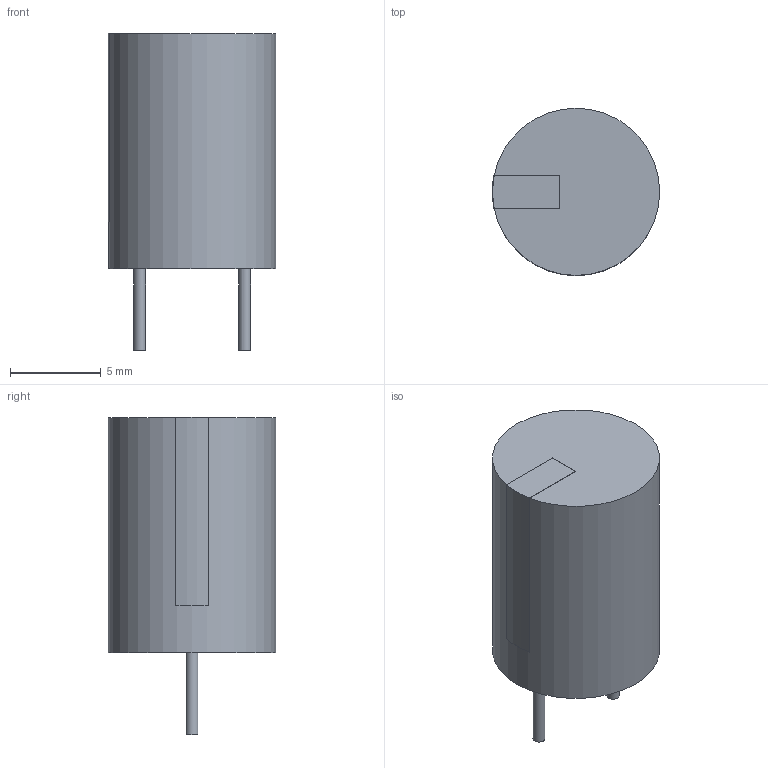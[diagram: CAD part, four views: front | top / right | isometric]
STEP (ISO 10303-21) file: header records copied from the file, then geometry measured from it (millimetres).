
FILE_DESCRIPTION(('FreeCAD Model'),'2;1');
FILE_NAME('Open CASCADE Shape Model','2024-04-14T19:52:10',(''),(''), 'Open CASCADE STEP processor 7.6','FreeCAD','Unknown');
FILE_SCHEMA(('AUTOMOTIVE_DESIGN { 1 0 10303 214 1 1 1 1 }'));
Length unit declared in the file: millimetre
Products named in the file (5): L2_part008_54176d0c7ac0; part004; part005; part006; part007
Assembly tree (4 placements, depth 2):
  L2_part008_54176d0c7ac0
    part004
    part005
    part006
    part007
Bounding box: 9.23 x 9.22 x 17.52 mm (x, y, z)
Volume: 870.3 mm3; surface area: 581.3 mm2
Topology: 4 solids, 4 shells, 17 faces, 27 edges, 18 vertices
Faces by surface type: plane 12, cylinder 5
Full cylindrical faces by diameter (mm): 0.66 x2, 9.22 x1
Entity records: 508 total; most frequent: DIRECTION 78, CARTESIAN_POINT 70, ORIENTED_EDGE 54, AXIS2_PLACEMENT_3D 32, EDGE_CURVE 27, VERTEX_POINT 18, ADVANCED_FACE 17, FACE_BOUND 17
